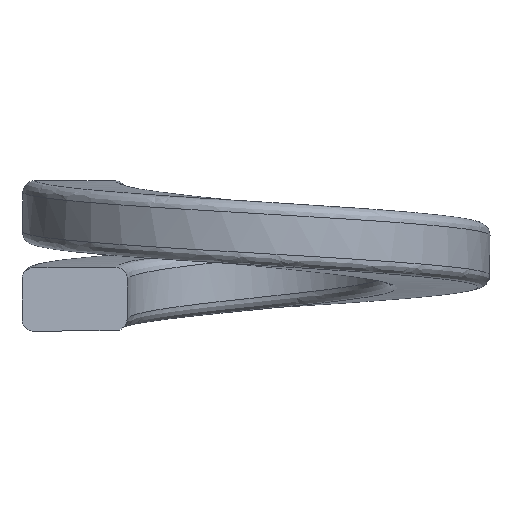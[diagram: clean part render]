
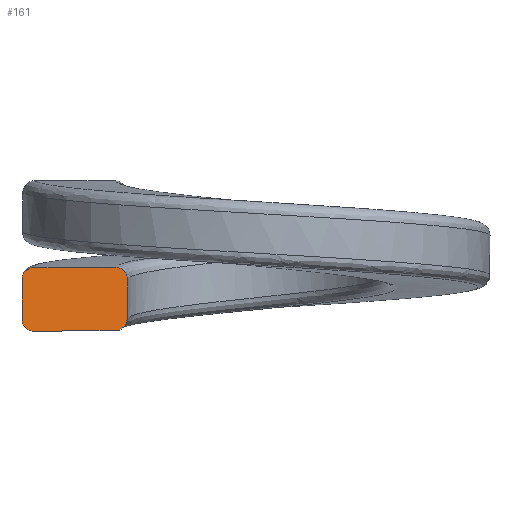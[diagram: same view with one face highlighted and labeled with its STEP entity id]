
A CAD part, left-side view. The second image highlights one B-rep face of the part: STEP entity #161.
In plain terms, the highlighted planar face has unit normal (-0.981, -0.192, 0).
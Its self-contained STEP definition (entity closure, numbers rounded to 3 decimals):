
#34 = CARTESIAN_POINT ( 'NONE',  ( -0.257, 5.894, -1.589 ) ) ;
#61 = CARTESIAN_POINT ( 'NONE',  ( 0.234, 3.384, -0.306 ) ) ;
#67 = CARTESIAN_POINT ( 'NONE',  ( 0.262, 3.239, -0.491 ) ) ;
#76 = CARTESIAN_POINT ( 'NONE',  ( -0.199, 5.594, -0.286 ) ) ;
#79 = CARTESIAN_POINT ( 'NONE',  ( 0.262, 3.239, -1.65 ) ) ;
#83 = CARTESIAN_POINT ( 'NONE',  ( -0.173, 5.464, -0.286 ) ) ;
#109 = FACE_OUTER_BOUND ( 'NONE', #1076, .T. ) ;
#139 = CARTESIAN_POINT ( 'NONE',  ( 0.202, 3.549, -1.877 ) ) ;
#157 = ORIENTED_EDGE ( 'NONE', *, *, #659, .T. ) ;
#161 = ADVANCED_FACE ( 'NONE', ( #109 ), #679, .F. ) ;
#230 = CARTESIAN_POINT ( 'NONE',  ( 0.262, 3.239, -0.57 ) ) ;
#257 = B_SPLINE_CURVE_WITH_KNOTS ( 'NONE', 3,
 ( #139, #1390, #791, #316, #299, #463, #612, #1380, #1240, #625 ),
 .UNSPECIFIED., .F., .F.,
 ( 4, 3, 3, 4 ),
 ( 0., 0.001, 0.001, 0.002 ),
 .UNSPECIFIED. ) ;
#278 = ORIENTED_EDGE ( 'NONE', *, *, #1630, .F. ) ;
#299 = CARTESIAN_POINT ( 'NONE',  ( 0.082, 4.16, -1.881 ) ) ;
#304 = CARTESIAN_POINT ( 'NONE',  ( 0.202, 3.549, -1.877 ) ) ;
#316 = CARTESIAN_POINT ( 'NONE',  ( 0.127, 3.93, -1.88 ) ) ;
#372 = ORIENTED_EDGE ( 'NONE', *, *, #379, .T. ) ;
#379 = EDGE_CURVE ( 'NONE', #1956, #888, #1335, .T. ) ;
#387 = CARTESIAN_POINT ( 'NONE',  ( -0.199, 5.598, -1.887 ) ) ;
#403 = CARTESIAN_POINT ( 'NONE',  ( -0.251, 5.862, -1.745 ) ) ;
#463 = CARTESIAN_POINT ( 'NONE',  ( 0.037, 4.391, -1.882 ) ) ;
#499 = VERTEX_POINT ( 'NONE', #1456 ) ;
#536 = CARTESIAN_POINT ( 'NONE',  ( 0.233, 3.39, -1.843 ) ) ;
#538 = CARTESIAN_POINT ( 'NONE',  ( 0.077, 4.188, -0.281 ) ) ;
#561 = CARTESIAN_POINT ( 'NONE',  ( -0.077, 4.973, -0.284 ) ) ;
#572 = ORIENTED_EDGE ( 'NONE', *, *, #1002, .F. ) ;
#600 = B_SPLINE_CURVE_WITH_KNOTS ( 'NONE', 3,
 ( #718, #1803, #536, #1635, #79, #709 ),
 .UNSPECIFIED., .F., .F.,
 ( 4, 2, 4 ),
 ( 0., 0., 0. ),
 .UNSPECIFIED. ) ;
#612 = CARTESIAN_POINT ( 'NONE',  ( -0.008, 4.621, -1.883 ) ) ;
#625 = CARTESIAN_POINT ( 'NONE',  ( -0.199, 5.598, -1.887 ) ) ;
#659 = EDGE_CURVE ( 'NONE', #1030, #1612, #600, .T. ) ;
#673 = ORIENTED_EDGE ( 'NONE', *, *, #1316, .F. ) ;
#677 = CARTESIAN_POINT ( 'NONE',  ( 0.219, 3.461, -0.276 ) ) ;
#679 = PLANE ( 'NONE',  #1618 ) ;
#685 = CARTESIAN_POINT ( 'NONE',  ( -0.257, 5.894, -0.509 ) ) ;
#709 = CARTESIAN_POINT ( 'NONE',  ( 0.262, 3.239, -1.567 ) ) ;
#718 = CARTESIAN_POINT ( 'NONE',  ( 0.202, 3.549, -1.877 ) ) ;
#791 = CARTESIAN_POINT ( 'NONE',  ( 0.152, 3.803, -1.879 ) ) ;
#804 = EDGE_CURVE ( 'NONE', #1612, #1956, #1694, .T. ) ;
#816 = CARTESIAN_POINT ( 'NONE',  ( -0.251, 5.861, -0.431 ) ) ;
#819 = CARTESIAN_POINT ( 'NONE',  ( 0.262, 3.239, -0.57 ) ) ;
#854 = B_SPLINE_CURVE_WITH_KNOTS ( 'NONE', 3,
 ( #1332, #83, #1932, #1154, #561, #1179, #1485, #538, #1953, #1477 ),
 .UNSPECIFIED., .F., .F.,
 ( 4, 3, 3, 4 ),
 ( 0., 0.001, 0.001, 0.002 ),
 .UNSPECIFIED. ) ;
#867 = CARTESIAN_POINT ( 'NONE',  ( -0.23, 5.753, -1.855 ) ) ;
#888 = VERTEX_POINT ( 'NONE', #1165 ) ;
#914 = ORIENTED_EDGE ( 'NONE', *, *, #1533, .T. ) ;
#917 = CARTESIAN_POINT ( 'NONE',  ( -0.199, 5.598, -1.887 ) ) ;
#984 = CARTESIAN_POINT ( 'NONE',  ( -0.257, 5.894, -0.59 ) ) ;
#986 = CARTESIAN_POINT ( 'NONE',  ( -0.229, 5.75, -0.319 ) ) ;
#991 = CARTESIAN_POINT ( 'NONE',  ( 0.262, 3.239, -1.567 ) ) ;
#995 = CARTESIAN_POINT ( 'NONE',  ( -0.257, 5.894, -1.589 ) ) ;
#999 = DIRECTION ( 'NONE',  ( 0., 0., 1. ) ) ;
#1002 = EDGE_CURVE ( 'NONE', #1030, #1543, #257, .T. ) ;
#1009 = CARTESIAN_POINT ( 'NONE',  ( -0.257, 5.894, -0.59 ) ) ;
#1030 = VERTEX_POINT ( 'NONE', #304 ) ;
#1076 = EDGE_LOOP ( 'NONE', ( #572, #157, #1126, #372, #278, #914, #673, #1495 ) ) ;
#1113 = DIRECTION ( 'NONE',  ( 0.981, 0.192, 0. ) ) ;
#1125 = CARTESIAN_POINT ( 'NONE',  ( 0.204, 3.539, -0.277 ) ) ;
#1126 = ORIENTED_EDGE ( 'NONE', *, *, #804, .T. ) ;
#1142 =( BOUNDED_CURVE ( )  B_SPLINE_CURVE ( 1, ( #34, #984 ),
 .UNSPECIFIED., .F., .F. ) 
 B_SPLINE_CURVE_WITH_KNOTS ( ( 2, 2 ),
 ( 0., 0.001 ),
 .UNSPECIFIED. ) 
 CURVE ( )  GEOMETRIC_REPRESENTATION_ITEM ( )  RATIONAL_B_SPLINE_CURVE ( ( 0.994, 0.994 ) ) 
 REPRESENTATION_ITEM ( '' )  );
#1154 = CARTESIAN_POINT ( 'NONE',  ( -0.122, 5.204, -0.285 ) ) ;
#1165 = CARTESIAN_POINT ( 'NONE',  ( 0.204, 3.539, -0.277 ) ) ;
#1179 = CARTESIAN_POINT ( 'NONE',  ( -0.032, 4.743, -0.284 ) ) ;
#1240 = CARTESIAN_POINT ( 'NONE',  ( -0.136, 5.273, -1.886 ) ) ;
#1247 = VERTEX_POINT ( 'NONE', #76 ) ;
#1272 = VECTOR ( 'NONE', #999, 1000. ) ;
#1309 = CARTESIAN_POINT ( 'NONE',  ( -0.215, 5.676, -1.887 ) ) ;
#1316 = EDGE_CURVE ( 'NONE', #499, #1860, #1142, .T. ) ;
#1332 = CARTESIAN_POINT ( 'NONE',  ( -0.199, 5.594, -0.286 ) ) ;
#1335 = B_SPLINE_CURVE_WITH_KNOTS ( 'NONE', 3,
 ( #819, #67, #1450, #61, #677, #1125 ),
 .UNSPECIFIED., .F., .F.,
 ( 4, 2, 4 ),
 ( 0., 0., 0. ),
 .UNSPECIFIED. ) ;
#1380 = CARTESIAN_POINT ( 'NONE',  ( -0.072, 4.947, -1.884 ) ) ;
#1390 = CARTESIAN_POINT ( 'NONE',  ( 0.177, 3.676, -1.878 ) ) ;
#1450 = CARTESIAN_POINT ( 'NONE',  ( 0.256, 3.273, -0.414 ) ) ;
#1456 = CARTESIAN_POINT ( 'NONE',  ( -0.257, 5.894, -1.589 ) ) ;
#1477 = CARTESIAN_POINT ( 'NONE',  ( 0.204, 3.539, -0.277 ) ) ;
#1485 = CARTESIAN_POINT ( 'NONE',  ( 0.013, 4.513, -0.283 ) ) ;
#1495 = ORIENTED_EDGE ( 'NONE', *, *, #1740, .T. ) ;
#1533 = EDGE_CURVE ( 'NONE', #1247, #1860, #1781, .T. ) ;
#1543 = VERTEX_POINT ( 'NONE', #917 ) ;
#1599 = DIRECTION ( 'NONE',  ( -0.192, 0.981, 0. ) ) ;
#1611 = CARTESIAN_POINT ( 'NONE',  ( -0.199, 5.594, -0.286 ) ) ;
#1612 = VERTEX_POINT ( 'NONE', #991 ) ;
#1618 = AXIS2_PLACEMENT_3D ( 'NONE', #1747, #1113, #1599 ) ;
#1630 = EDGE_CURVE ( 'NONE', #1247, #888, #854, .T. ) ;
#1635 = CARTESIAN_POINT ( 'NONE',  ( 0.255, 3.275, -1.73 ) ) ;
#1694 = LINE ( 'NONE', #1782, #1272 ) ;
#1740 = EDGE_CURVE ( 'NONE', #499, #1543, #1936, .T. ) ;
#1747 = CARTESIAN_POINT ( 'NONE',  ( -0.257, 5.894, -1.905 ) ) ;
#1781 = B_SPLINE_CURVE_WITH_KNOTS ( 'NONE', 3,
 ( #1611, #1924, #986, #816, #685, #1899 ),
 .UNSPECIFIED., .F., .F.,
 ( 4, 2, 4 ),
 ( 0., 0., 0. ),
 .UNSPECIFIED. ) ;
#1782 = CARTESIAN_POINT ( 'NONE',  ( 0.262, 3.239, -1.905 ) ) ;
#1803 = CARTESIAN_POINT ( 'NONE',  ( 0.217, 3.468, -1.876 ) ) ;
#1860 = VERTEX_POINT ( 'NONE', #1009 ) ;
#1899 = CARTESIAN_POINT ( 'NONE',  ( -0.257, 5.894, -0.59 ) ) ;
#1924 = CARTESIAN_POINT ( 'NONE',  ( -0.214, 5.673, -0.287 ) ) ;
#1932 = CARTESIAN_POINT ( 'NONE',  ( -0.148, 5.334, -0.286 ) ) ;
#1936 = B_SPLINE_CURVE_WITH_KNOTS ( 'NONE', 3,
 ( #995, #1946, #403, #867, #1309, #387 ),
 .UNSPECIFIED., .F., .F.,
 ( 4, 2, 4 ),
 ( 0., 0., 0. ),
 .UNSPECIFIED. ) ;
#1946 = CARTESIAN_POINT ( 'NONE',  ( -0.257, 5.894, -1.668 ) ) ;
#1953 = CARTESIAN_POINT ( 'NONE',  ( 0.14, 3.864, -0.279 ) ) ;
#1956 = VERTEX_POINT ( 'NONE', #230 ) ;
